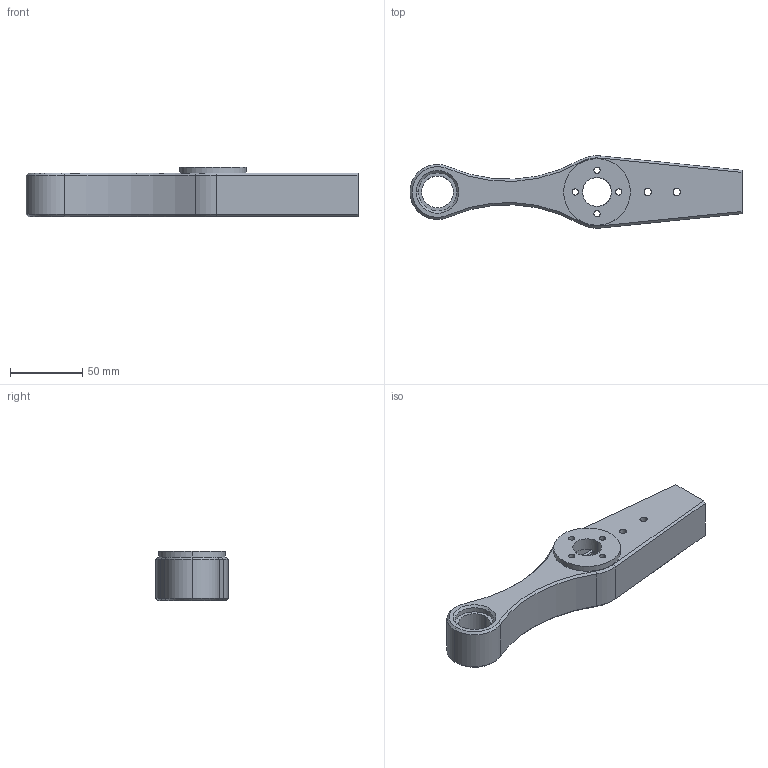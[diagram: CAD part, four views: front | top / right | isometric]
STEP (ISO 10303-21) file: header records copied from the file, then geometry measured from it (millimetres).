
FILE_DESCRIPTION (( 'STEP AP214' ), '1' );
FILE_NAME ('j3head.STEP', '2025-02-06T22:55:13', ( '' ), ( '' ), 'SwSTEP 2.0', 'SolidWorks 2023', '' );
FILE_SCHEMA (( 'AUTOMOTIVE_DESIGN' ));
Length unit declared in the file: millimetre
Products named in the file (1): j3head
Bounding box: 229 x 49.93 x 34 mm (x, y, z)
Volume: 183469.5 mm3; surface area: 48659.9 mm2
Topology: 1 solids, 1 shells, 138 faces, 393 edges, 255 vertices
Faces by surface type: plane 66, cylinder 55, cone 17
Entity records: 4725 total; most frequent: CARTESIAN_POINT 1039, ORIENTED_EDGE 786, DIRECTION 764, EDGE_CURVE 393, AXIS2_PLACEMENT_3D 276, VERTEX_POINT 255, LINE 212, VECTOR 212
